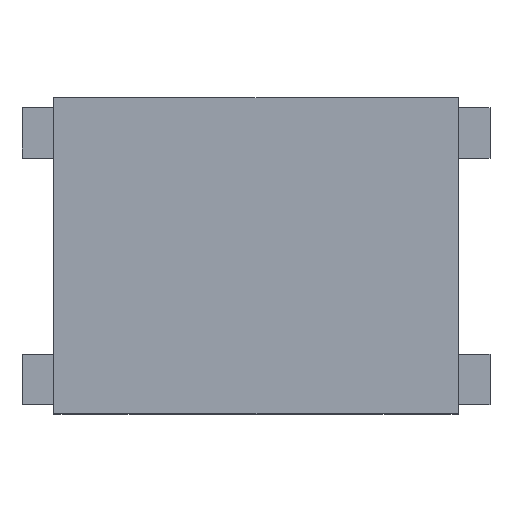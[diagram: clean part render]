
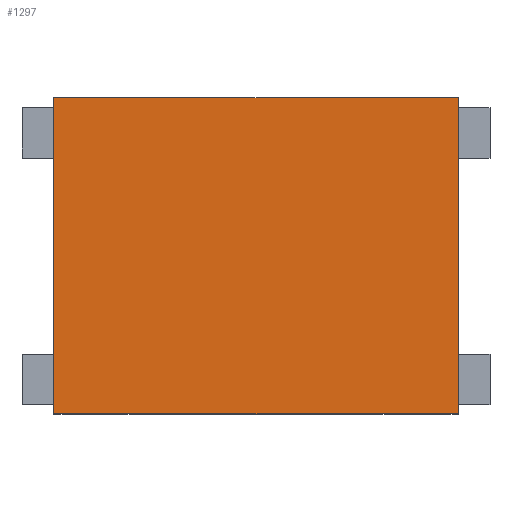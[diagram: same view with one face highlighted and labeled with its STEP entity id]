
A CAD part, top view. The second image highlights one B-rep face of the part: STEP entity #1297.
In plain terms, the highlighted planar face has unit normal (0, 0, 1).
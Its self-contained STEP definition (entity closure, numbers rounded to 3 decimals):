
#107=FACE_OUTER_BOUND('',#177,.T.);
#177=EDGE_LOOP('',(#949,#950,#951,#952));
#269=LINE('',#1999,#431);
#281=LINE('',#2020,#443);
#286=LINE('',#2031,#448);
#291=LINE('',#2039,#453);
#431=VECTOR('',#1576,1000.);
#443=VECTOR('',#1590,1000.);
#448=VECTOR('',#1597,1000.);
#453=VECTOR('',#1604,1000.);
#595=VERTEX_POINT('',#1996);
#596=VERTEX_POINT('',#1998);
#604=VERTEX_POINT('',#2018);
#609=VERTEX_POINT('',#2029);
#723=EDGE_CURVE('',#596,#595,#269,.T.);
#735=EDGE_CURVE('',#595,#604,#281,.T.);
#740=EDGE_CURVE('',#604,#609,#286,.T.);
#745=EDGE_CURVE('',#609,#596,#291,.T.);
#949=ORIENTED_EDGE('',*,*,#723,.T.);
#950=ORIENTED_EDGE('',*,*,#735,.T.);
#951=ORIENTED_EDGE('',*,*,#740,.T.);
#952=ORIENTED_EDGE('',*,*,#745,.T.);
#1235=PLANE('',#1424);
#1297=ADVANCED_FACE('',(#107),#1235,.T.);
#1424=AXIS2_PLACEMENT_3D('',#2048,#1610,#1611);
#1576=DIRECTION('',(0.,1.,0.));
#1590=DIRECTION('',(-1.,0.,0.));
#1597=DIRECTION('',(0.,-1.,0.));
#1604=DIRECTION('',(1.,0.,0.));
#1610=DIRECTION('center_axis',(0.,0.,1.));
#1611=DIRECTION('ref_axis',(1.,0.,0.));
#1996=CARTESIAN_POINT('',(1.6,1.25,2.25));
#1998=CARTESIAN_POINT('',(1.6,-1.25,2.25));
#1999=CARTESIAN_POINT('',(1.6,1.25,2.25));
#2018=CARTESIAN_POINT('',(-1.6,1.25,2.25));
#2020=CARTESIAN_POINT('',(-1.6,1.25,2.25));
#2029=CARTESIAN_POINT('',(-1.6,-1.25,2.25));
#2031=CARTESIAN_POINT('',(-1.6,1.25,2.25));
#2039=CARTESIAN_POINT('',(-1.6,-1.25,2.25));
#2048=CARTESIAN_POINT('Origin',(0.,0.,2.25));
